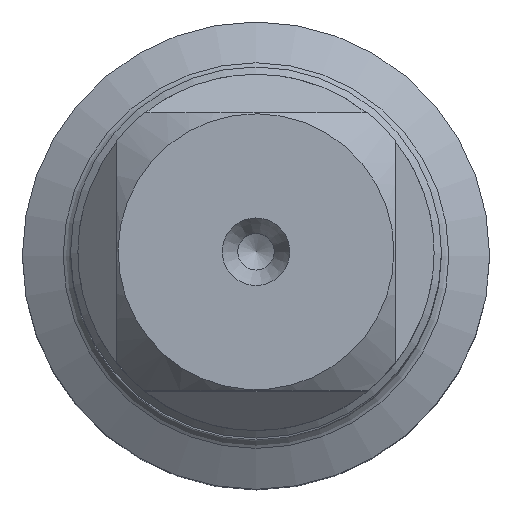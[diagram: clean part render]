
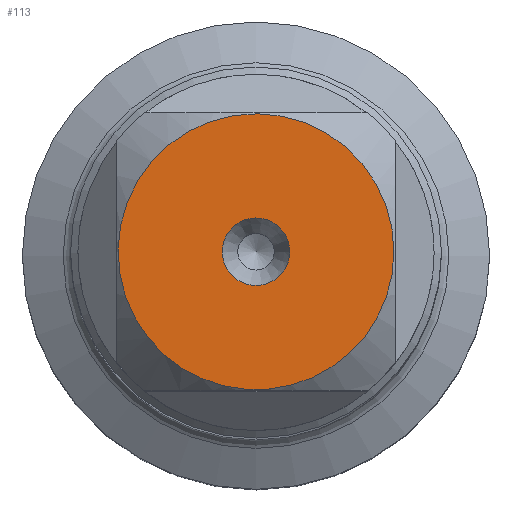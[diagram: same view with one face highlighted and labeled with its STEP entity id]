
A CAD part, top view. The second image highlights one B-rep face of the part: STEP entity #113.
In plain terms, the highlighted planar face has unit normal (0, 0, 1).
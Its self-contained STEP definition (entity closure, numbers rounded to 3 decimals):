
#80=PLANE('',#476);
#113=ADVANCED_FACE('',(#158,#159),#80,.F.);
#158=FACE_BOUND('',#195,.T.);
#159=FACE_BOUND('',#196,.T.);
#195=EDGE_LOOP('',(#241));
#196=EDGE_LOOP('',(#242));
#241=ORIENTED_EDGE('',*,*,#353,.T.);
#242=ORIENTED_EDGE('',*,*,#354,.T.);
#318=VERTEX_POINT('',#701);
#319=VERTEX_POINT('',#704);
#353=EDGE_CURVE('',#318,#318,#395,.T.);
#354=EDGE_CURVE('',#319,#319,#396,.T.);
#395=CIRCLE('',#473,1.85);
#396=CIRCLE('',#475,7.554);
#473=AXIS2_PLACEMENT_3D('',#700,#553,#554);
#475=AXIS2_PLACEMENT_3D('',#703,#557,#558);
#476=AXIS2_PLACEMENT_3D('',#705,#559,#560);
#553=DIRECTION('',(0.,0.,-1.));
#554=DIRECTION('',(-1.,0.,0.));
#557=DIRECTION('',(0.,0.,1.));
#558=DIRECTION('',(1.,0.,0.));
#559=DIRECTION('',(0.,0.,-1.));
#560=DIRECTION('',(-1.,0.,0.));
#700=CARTESIAN_POINT('',(0.,0.,0.));
#701=CARTESIAN_POINT('',(-1.85,0.,0.));
#703=CARTESIAN_POINT('',(0.,0.,0.));
#704=CARTESIAN_POINT('',(7.554,0.,0.));
#705=CARTESIAN_POINT('',(10.36,0.,0.));
